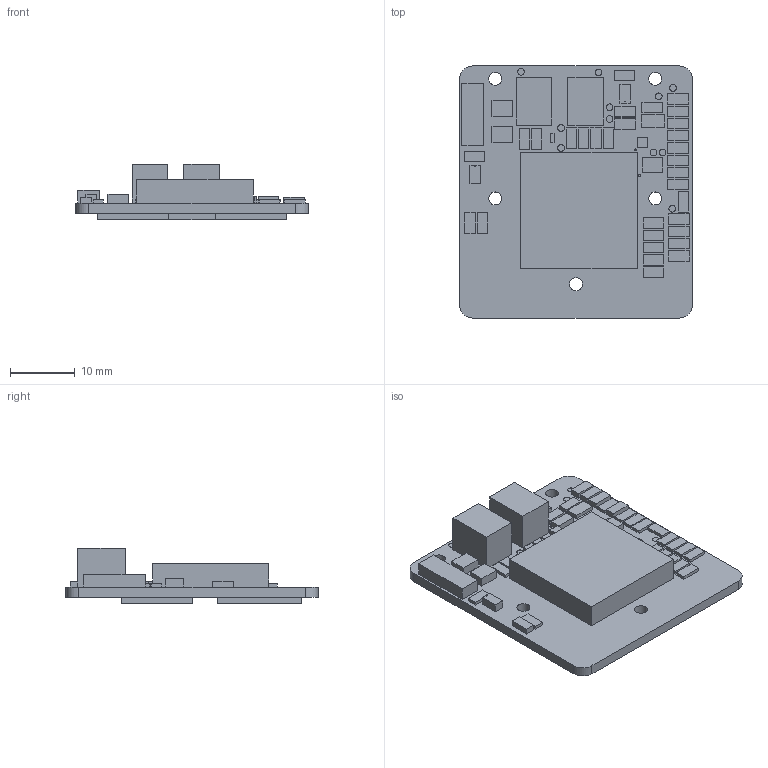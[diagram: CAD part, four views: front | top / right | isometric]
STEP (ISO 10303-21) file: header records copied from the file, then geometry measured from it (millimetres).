
FILE_DESCRIPTION(('STEP AP214'),'1');
FILE_NAME('PowerModule_2.step','2019-07-05T16:00:16',(' '),(' '),'Spatial InterOp 3D','XD3DPlugin XRACreate',' ');
FILE_SCHEMA(('automotive_design'));
Length unit declared in the file: millimetre
Products named in the file (125): DesignRootModel; uid__9223372036855852785; Submodel-noModelForPart_IDC_5X2_2.0_SMD_DS_1013246460; placementOutline; Submodel-IDC_5X2_2.0_SMD_DS_1013246460_part_IDC_5X2_2.0_SMD_DS; Submodel-noModelForPart_IDC_3X2_2.0_SMD_1546967800; Submodel-IDC_3X2_2.0_SMD_1546967800_part_IDC_3X2_2.0_SMD; Submodel-noModelForPart_BAT_CONTACT_P_5224_3974467823; Submodel-BAT_CONTACT_P_5224_3974467823_part_BAT_CNTCT_5224; Submodel-noModelForPart_IND7.4MM6.6MM_4.7U_6.5A_1577169006; Submodel-IND7.4MM6.6MM_4.7U_6.5A_1577169006_part_IND7.4MM_6.6MM; Submodel-noModelForPart_2118707-2_3383872937; Submodel-2118707-2_3383872937_part_2118707-2; Submodel-noModelForPart_NCP551SN_2219333091; Submodel-NCP551SN_2219333091_part_SOT23-5; Submodel-noModelForPart_TP_16696478; Submodel-TP_16696478_part_TP030; Submodel-noModelForPart_TP_2659926032; Submodel-TP_2659926032_part_TP030; Submodel-noModelForPart_RES0603-NOP_1344418443; Submodel-RES0603-NOP_1344418443_part_RC0603; Submodel-noModelForPart_RES0603-10K0_1344418443; Submodel-RES0603-10K0_1344418443_part_RC0603; Submodel-noModelForPart_RES0805-0R01_2406315748; Submodel-RES0805-0R01_2406315748_part_RC0805; Submodel-noModelForPart_PCA6408_863164268; Submodel-PCA6408_863164268_part_XQFN16-2.6X1.8-0.4; Submodel-noModelForPart_TPS61089RNR_1523216380; Submodel-TPS61089RNR_1523216380_part_VQFN11-2.5X2-0.5; Submodel-noModelForPart_RES0603-825K_1344418443; Submodel-RES0603-825K_1344418443_part_RC0603; Submodel-noModelForPart_RES0603-3M00_1344418443; Submodel-RES0603-3M00_1344418443_part_RC0603; Submodel-noModelForPart_RES0603-330R_1344418443; Submodel-RES0603-330R_1344418443_part_RC0603; Submodel-noModelForPart_RES0603-301K_1344418443; Submodel-RES0603-301K_1344418443_part_RC0603; Submodel-noModelForPart_RES0603-2K70_1344418443; Submodel-RES0603-2K70_1344418443_part_RC0603; Submodel-noModelForPart_RES0603-22K0_1344418443 ...
Assembly tree (165 placements, depth 5):
  ProductRootModel
    DesignRootModel
      uid__9223372036855852785
      Submodel-IDC_5X2_2.0_SMD_DS_1013246460_part_IDC_5X2_2.0_SMD_DS
        Submodel-noModelForPart_IDC_5X2_2.0_SMD_DS_1013246460
          placementOutline
      Submodel-IDC_3X2_2.0_SMD_1546967800_part_IDC_3X2_2.0_SMD  x2
        Submodel-noModelForPart_IDC_3X2_2.0_SMD_1546967800
          placementOutline
      Submodel-BAT_CONTACT_P_5224_3974467823_part_BAT_CNTCT_5224  x3
        Submodel-noModelForPart_BAT_CONTACT_P_5224_3974467823
          placementOutline
      Submodel-IND7.4MM6.6MM_4.7U_6.5A_1577169006_part_IND7.4MM_6.6MM
        Submodel-noModelForPart_IND7.4MM6.6MM_4.7U_6.5A_1577169006
          placementOutline
      Submodel-2118707-2_3383872937_part_2118707-2
        Submodel-noModelForPart_2118707-2_3383872937
          placementOutline
      Submodel-NCP551SN_2219333091_part_SOT23-5
        Submodel-noModelForPart_NCP551SN_2219333091
          placementOutline
          placementOutline
      Submodel-TP_16696478_part_TP030  x9
        Submodel-noModelForPart_TP_16696478
          placementOutline
      Submodel-TP_2659926032_part_TP030  x2
        Submodel-noModelForPart_TP_2659926032
          placementOutline
      Submodel-RES0603-NOP_1344418443_part_RC0603  x5
        Submodel-noModelForPart_RES0603-NOP_1344418443
          placementOutline
          placementOutline
      Submodel-RES0603-10K0_1344418443_part_RC0603  x5
        Submodel-noModelForPart_RES0603-10K0_1344418443
          placementOutline
          placementOutline
      Submodel-RES0805-0R01_2406315748_part_RC0805
        Submodel-noModelForPart_RES0805-0R01_2406315748
          placementOutline
          placementOutline
      Submodel-PCA6408_863164268_part_XQFN16-2.6X1.8-0.4
        Submodel-noModelForPart_PCA6408_863164268
          placementOutline
          placementOutline
      Submodel-TPS61089RNR_1523216380_part_VQFN11-2.5X2-0.5
        Submodel-noModelForPart_TPS61089RNR_1523216380
          placementOutline
          placementOutline
      Submodel-RES0603-825K_1344418443_part_RC0603  x4
        Submodel-noModelForPart_RES0603-825K_1344418443
          placementOutline
          placementOutline
      Submodel-RES0603-3M00_1344418443_part_RC0603
        Submodel-noModelForPart_RES0603-3M00_1344418443
          placementOutline
          placementOutline
      Submodel-RES0603-330R_1344418443_part_RC0603
        Submodel-noModelForPart_RES0603-330R_1344418443
          placementOutline
          placementOutline
Bounding box: 36 x 39 x 8.57 mm (x, y, z)
Volume: 4927.3 mm3; surface area: 7632.4 mm2
Topology: 124 solids, 124 shells, 727 faces, 1437 edges, 958 vertices
Faces by surface type: plane 704, cylinder 23
Full cylindrical faces by diameter (mm): 0.224 x1, 0.316 x1, 0.361 x1, 1.044 x11, 2 x5
Entity records: 15758 total; most frequent: DIRECTION 1902, CARTESIAN_POINT 1765, ORIENTED_EDGE 1408, EDGE_CURVE 704, LINE 676, VECTOR 676, AXIS2_PLACEMENT_3D 613, VERTEX_POINT 476
